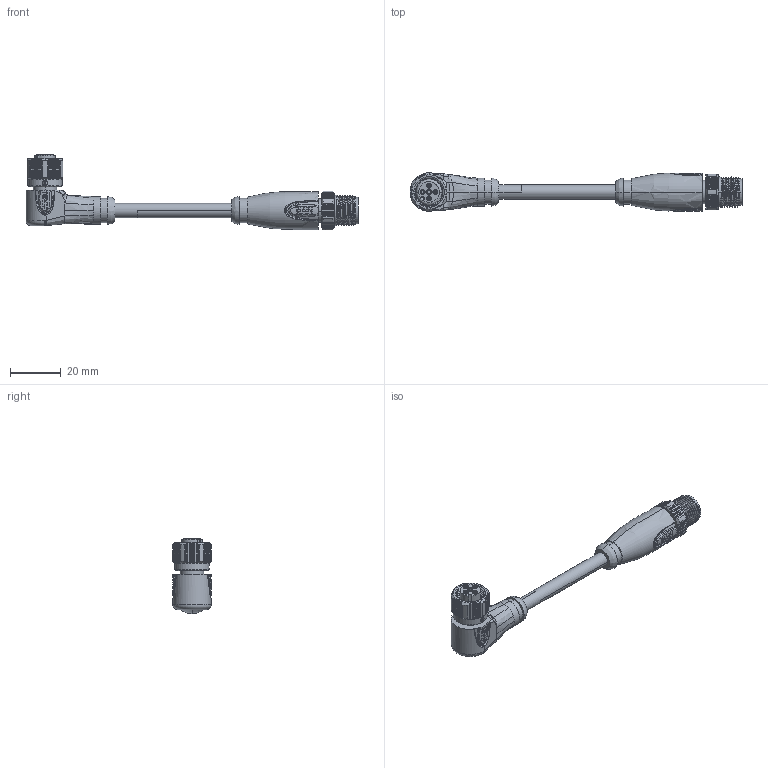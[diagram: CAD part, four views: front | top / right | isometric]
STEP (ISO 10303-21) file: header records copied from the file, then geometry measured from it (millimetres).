
FILE_DESCRIPTION((''),'2;1');
FILE_NAME('M12-F03A-S-XX_SW0001','2023-12-19T',('lian.chen'),(''),'PRO/ENGINEER BY PARAMETRIC TECHNOLOGY CORPORATION, 2012480','PRO/ENGINEER BY PARAMETRIC TECHNOLOGY CORPORATION, 2012480','');
FILE_SCHEMA(('CONFIG_CONTROL_DESIGN'));
Length unit declared in the file: millimetre
Products named in the file (1): M12-F03A-S-XX_SW0001
Bounding box: 130.8 x 15.2 x 29.8 mm (x, y, z)
Volume: 13382.8 mm3; surface area: 8603.5 mm2
Topology: 1 solids, 1 shells, 1162 faces, 3236 edges, 2083 vertices
Faces by surface type: plane 555, cylinder 423, bspline 91, cone 59, torus 10, extrusion 9, revolution 9, sphere 6
Entity records: 55899 total; most frequent: CARTESIAN_POINT 27690, ORIENTED_EDGE 6428, DIRECTION 5271, EDGE_CURVE 3214, VERTEX_POINT 2083, AXIS2_PLACEMENT_3D 2038, EDGE_LOOP 1219, VECTOR 1186
